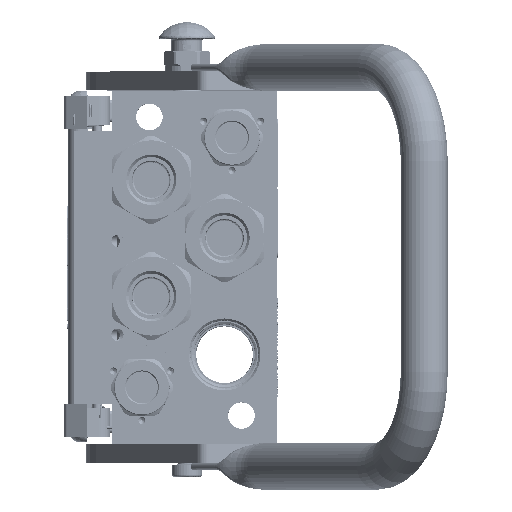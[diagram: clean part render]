
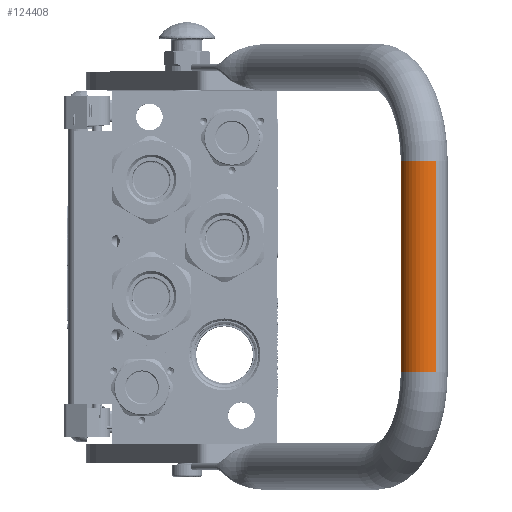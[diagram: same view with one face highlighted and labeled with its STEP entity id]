
A CAD part, top view. The second image highlights one B-rep face of the part: STEP entity #124408.
In plain terms, the highlighted cylindrical face has radius 12.5 mm (diameter 25 mm), a partial arc.
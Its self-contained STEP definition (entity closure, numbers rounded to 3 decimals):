
#2509 = CIRCLE ( 'NONE', #174846, 12.5 ) ;
#14097 = DIRECTION ( 'NONE',  ( -1., 0., 0. ) ) ;
#20983 = EDGE_CURVE ( 'NONE', #94995, #131951, #69230, .T. ) ;
#22174 = ORIENTED_EDGE ( 'NONE', *, *, #20983, .F. ) ;
#24200 = EDGE_CURVE ( 'NONE', #53736, #144959, #114967, .T. ) ;
#24766 = CARTESIAN_POINT ( 'NONE',  ( 56.25, 0., 180. ) ) ;
#27838 = CARTESIAN_POINT ( 'NONE',  ( -56.25, 0., 180. ) ) ;
#42236 = CARTESIAN_POINT ( 'NONE',  ( -56.25, 0., 155. ) ) ;
#45353 = EDGE_CURVE ( 'NONE', #131951, #144959, #60127, .T. ) ;
#47676 = DIRECTION ( 'NONE',  ( 0., 0., 1. ) ) ;
#50894 = FACE_OUTER_BOUND ( 'NONE', #115921, .T. ) ;
#51925 = CARTESIAN_POINT ( 'NONE',  ( 56.25, 0., 167.5 ) ) ;
#53736 = VERTEX_POINT ( 'NONE', #42236 ) ;
#54677 = DIRECTION ( 'NONE',  ( 1., 0., 0. ) ) ;
#60127 = CIRCLE ( 'NONE', #106808, 12.5 ) ;
#64815 = ORIENTED_EDGE ( 'NONE', *, *, #45353, .F. ) ;
#69230 = LINE ( 'NONE', #27838, #148138 ) ;
#78137 = ORIENTED_EDGE ( 'NONE', *, *, #168529, .T. ) ;
#83341 = AXIS2_PLACEMENT_3D ( 'NONE', #109634, #14097, #162137 ) ;
#94995 = VERTEX_POINT ( 'NONE', #137579 ) ;
#106808 = AXIS2_PLACEMENT_3D ( 'NONE', #51925, #146196, #173033 ) ;
#109634 = CARTESIAN_POINT ( 'NONE',  ( -56.25, 0., 167.5 ) ) ;
#114967 = LINE ( 'NONE', #147740, #159840 ) ;
#115921 = EDGE_LOOP ( 'NONE', ( #138702, #64815, #22174, #78137 ) ) ;
#124408 = ADVANCED_FACE ( 'NONE', ( #50894 ), #146911, .T. ) ;
#124411 = DIRECTION ( 'NONE',  ( 1., 0., 0. ) ) ;
#126971 = CARTESIAN_POINT ( 'NONE',  ( -56.25, 0., 167.5 ) ) ;
#131951 = VERTEX_POINT ( 'NONE', #24766 ) ;
#137579 = CARTESIAN_POINT ( 'NONE',  ( -56.25, 0., 180. ) ) ;
#138702 = ORIENTED_EDGE ( 'NONE', *, *, #24200, .T. ) ;
#144959 = VERTEX_POINT ( 'NONE', #168157 ) ;
#146196 = DIRECTION ( 'NONE',  ( 1., 0., 0. ) ) ;
#146911 = CYLINDRICAL_SURFACE ( 'NONE', #83341, 12.5 ) ;
#147740 = CARTESIAN_POINT ( 'NONE',  ( -56.25, 0., 155. ) ) ;
#148138 = VECTOR ( 'NONE', #124411, 1000. ) ;
#159840 = VECTOR ( 'NONE', #54677, 1000. ) ;
#162137 = DIRECTION ( 'NONE',  ( 0., 0., -1. ) ) ;
#168157 = CARTESIAN_POINT ( 'NONE',  ( 56.25, 0., 155. ) ) ;
#168529 = EDGE_CURVE ( 'NONE', #94995, #53736, #2509, .T. ) ;
#169339 = DIRECTION ( 'NONE',  ( 1., 0., 0. ) ) ;
#173033 = DIRECTION ( 'NONE',  ( 0., 0., 1. ) ) ;
#174846 = AXIS2_PLACEMENT_3D ( 'NONE', #126971, #169339, #47676 ) ;
